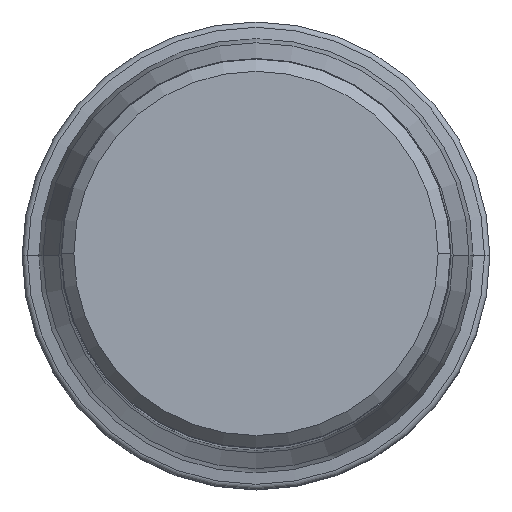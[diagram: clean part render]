
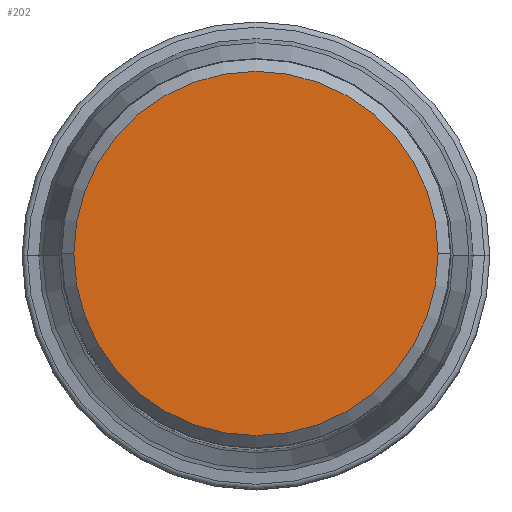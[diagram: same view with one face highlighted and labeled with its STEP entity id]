
A CAD part, top view. The second image highlights one B-rep face of the part: STEP entity #202.
In plain terms, the highlighted planar face has unit normal (0, 0, 1).
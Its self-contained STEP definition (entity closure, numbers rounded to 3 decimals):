
#135=FACE_OUTER_BOUND('',#279,.T.);
#202=ADVANCED_FACE('',(#135),#242,.F.);
#242=PLANE('',#1294);
#279=EDGE_LOOP('',(#439,#440));
#439=ORIENTED_EDGE('',*,*,#765,.T.);
#440=ORIENTED_EDGE('',*,*,#766,.T.);
#651=VERTEX_POINT('',#2096);
#652=VERTEX_POINT('',#2097);
#765=EDGE_CURVE('',#651,#652,#916,.T.);
#766=EDGE_CURVE('',#652,#651,#917,.T.);
#916=CIRCLE('',#1292,14.836);
#917=CIRCLE('',#1293,14.836);
#1292=AXIS2_PLACEMENT_3D('',#2095,#1602,#1603);
#1293=AXIS2_PLACEMENT_3D('',#2098,#1604,#1605);
#1294=AXIS2_PLACEMENT_3D('',#2099,#1606,#1607);
#1602=DIRECTION('',(0.,0.,1.));
#1603=DIRECTION('',(-1.,0.,0.));
#1604=DIRECTION('',(0.,0.,1.));
#1605=DIRECTION('',(1.,0.,0.));
#1606=DIRECTION('',(0.,0.,-1.));
#1607=DIRECTION('',(1.,0.,0.));
#2095=CARTESIAN_POINT('',(0.,0.,0.));
#2096=CARTESIAN_POINT('',(-14.836,0.,0.));
#2097=CARTESIAN_POINT('',(14.836,0.,0.));
#2098=CARTESIAN_POINT('',(0.,0.,0.));
#2099=CARTESIAN_POINT('',(0.,0.,0.));
